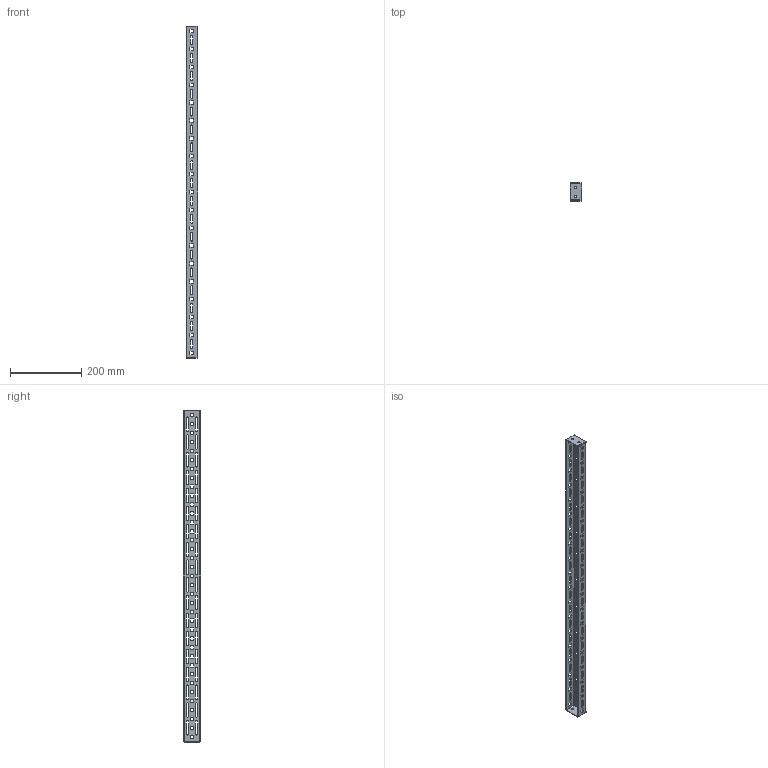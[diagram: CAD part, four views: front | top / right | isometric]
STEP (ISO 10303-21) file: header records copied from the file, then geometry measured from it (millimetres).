
FILE_DESCRIPTION (( 'STEP AP203' ), '1' );
FILE_NAME ('Øèðîêàÿ ïîïåðå÷íàÿ ðåéêà FORD äëÿ êîðïóñà øèðèíîé 1000 (4øò.) EKF PROxima.STEP', '2020-10-26T07:06:26', ( '' ), ( '' ), 'SwSTEP 2.0', 'SolidWorks 2019', '' );
FILE_SCHEMA (( 'CONFIG_CONTROL_DESIGN' ));
Length unit declared in the file: millimetre
Products named in the file (1): Øèðîêàÿ ïîïåðå÷íàÿ ðåéêà FORD äëÿ êîðïóñà øèðèíîé 1000 (4øò.) EKF PROxima
Bounding box: 33 x 49 x 929 mm (x, y, z)
Volume: 123752.2 mm3; surface area: 180586.5 mm2
Topology: 1 solids, 1 shells, 670 faces, 1972 edges, 1304 vertices
Faces by surface type: plane 474, cylinder 196
Entity records: 22853 total; most frequent: CARTESIAN_POINT 3947, ORIENTED_EDGE 3944, DIRECTION 3706, EDGE_CURVE 1972, VECTOR 1580, LINE 1580, VERTEX_POINT 1304, AXIS2_PLACEMENT_3D 1063
